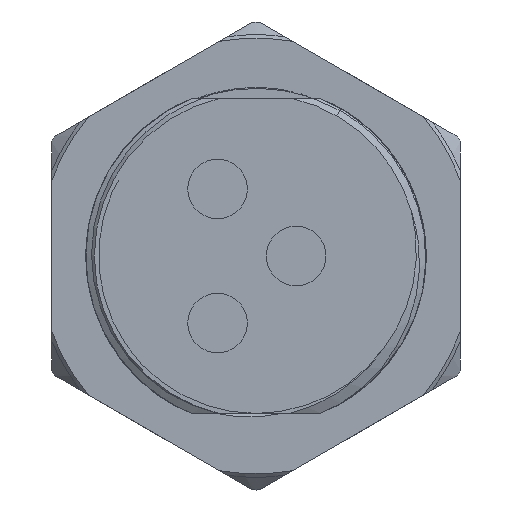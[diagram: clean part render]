
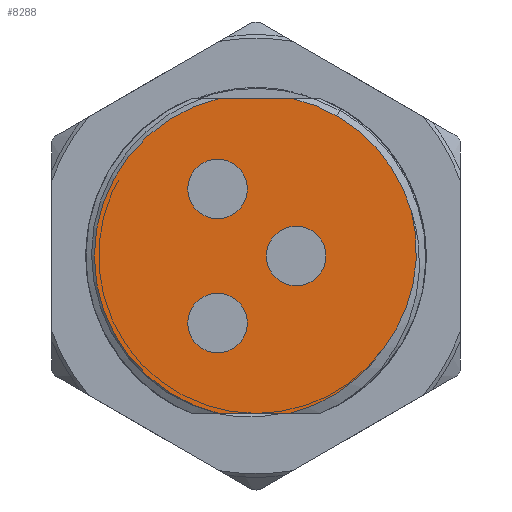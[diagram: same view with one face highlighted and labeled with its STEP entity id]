
A CAD part, left-side view. The second image highlights one B-rep face of the part: STEP entity #8288.
In plain terms, the highlighted planar face has unit normal (-1, 0, 0).
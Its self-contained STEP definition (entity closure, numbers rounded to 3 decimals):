
#2782=CARTESIAN_POINT('',(-26.499,-7.483,
-5.437));
#2783=CARTESIAN_POINT('',(-26.499,-7.821,
-5.001));
#2784=CARTESIAN_POINT('',(-26.5,-8.411,
-4.076));
#2785=CARTESIAN_POINT('',(-26.5,-9.056,
-2.52));
#2786=CARTESIAN_POINT('',(-26.5,-9.418,
-0.828));
#2787=CARTESIAN_POINT('',(-26.5,-9.453,
0.99));
#2788=CARTESIAN_POINT('',(-26.5,-9.268,
2.079));
#2789=CARTESIAN_POINT('',(-26.5,-9.134,
2.612));
#2800=CARTESIAN_POINT('',(-26.5,0.,0.));
#2801=DIRECTION('',(1.,0.,0.));
#2802=DIRECTION('',(0.,0.228,-0.974));
#2803=AXIS2_PLACEMENT_3D('',#2800,#2801,#2802);
#2805=CARTESIAN_POINT('',(-26.5,0.,0.));
#2806=DIRECTION('',(1.,0.,0.));
#2807=DIRECTION('',(0.,-0.228,0.974));
#2808=AXIS2_PLACEMENT_3D('',#2805,#2806,#2807);
#2810=CARTESIAN_POINT('',(-26.5,-2.36,0.));
#2811=DIRECTION('',(-1.,0.,0.));
#2812=DIRECTION('',(0.,1.,0.));
#2813=AXIS2_PLACEMENT_3D('',#2810,#2811,#2812);
#2815=CARTESIAN_POINT('',(-26.5,-2.36,0.));
#2816=DIRECTION('',(-1.,0.,0.));
#2817=DIRECTION('',(0.,-1.,0.));
#2818=AXIS2_PLACEMENT_3D('',#2815,#2816,#2817);
#2820=CARTESIAN_POINT('',(-26.5,2.26,3.94));
#2821=DIRECTION('',(-1.,0.,0.));
#2822=DIRECTION('',(0.,1.,0.));
#2823=AXIS2_PLACEMENT_3D('',#2820,#2821,#2822);
#2825=CARTESIAN_POINT('',(-26.5,2.26,3.94));
#2826=DIRECTION('',(-1.,0.,0.));
#2827=DIRECTION('',(0.,-1.,0.));
#2828=AXIS2_PLACEMENT_3D('',#2825,#2826,#2827);
#2830=CARTESIAN_POINT('',(-26.5,2.26,-3.94));
#2831=DIRECTION('',(-1.,0.,0.));
#2832=DIRECTION('',(0.,1.,0.));
#2833=AXIS2_PLACEMENT_3D('',#2830,#2831,#2832);
#2835=CARTESIAN_POINT('',(-26.5,2.26,-3.94));
#2836=DIRECTION('',(-1.,0.,0.));
#2837=DIRECTION('',(0.,-1.,0.));
#2838=AXIS2_PLACEMENT_3D('',#2835,#2836,#2837);
#2840=CARTESIAN_POINT('',(-26.5,-1.947,
-9.25));
#2841=CARTESIAN_POINT('',(-26.5,-2.523,
-9.112));
#2842=CARTESIAN_POINT('',(-26.5,-3.619,
-8.732));
#2843=CARTESIAN_POINT('',(-26.5,-5.103,
-7.899));
#2844=CARTESIAN_POINT('',(-26.5,-6.441,
-6.781));
#2845=CARTESIAN_POINT('',(-26.499,-7.16,
-5.909));
#2846=CARTESIAN_POINT('',(-26.499,-7.483,
-5.437));
#2862=DIRECTION('',(0.,-1.,0.));
#2863=VECTOR('',#2862,4.112);
#2864=CARTESIAN_POINT('',(-26.5,2.165,-9.25));
#2865=LINE('',#2864,#2863);
#3094=DIRECTION('',(0.,1.,0.));
#3095=VECTOR('',#3094,4.33);
#3096=CARTESIAN_POINT('',(-26.5,-2.165,9.25));
#3097=LINE('',#3096,#3095);
#3871=VERTEX_POINT('',#2782);
#3872=VERTEX_POINT('',#2789);
#3873=VERTEX_POINT('',#2840);
#3874=CARTESIAN_POINT('',(-26.5,2.165,-9.25));
#3875=VERTEX_POINT('',#3874);
#3876=CARTESIAN_POINT('',(-26.5,2.165,9.25));
#3877=VERTEX_POINT('',#3876);
#3878=CARTESIAN_POINT('',(-26.5,-2.165,9.25));
#3879=VERTEX_POINT('',#3878);
#4267=CARTESIAN_POINT('',(-26.5,-0.61,0.));
#4268=CARTESIAN_POINT('',(-26.5,-4.11,0.));
#4269=VERTEX_POINT('',#4267);
#4270=VERTEX_POINT('',#4268);
#4271=CARTESIAN_POINT('',(-26.5,4.01,3.94));
#4272=CARTESIAN_POINT('',(-26.5,0.51,3.94));
#4273=VERTEX_POINT('',#4271);
#4274=VERTEX_POINT('',#4272);
#4275=CARTESIAN_POINT('',(-26.5,4.01,-3.94));
#4276=CARTESIAN_POINT('',(-26.5,0.51,-3.94));
#4277=VERTEX_POINT('',#4275);
#4278=VERTEX_POINT('',#4276);
#8252=CARTESIAN_POINT('',(-26.5,0.035,0.));
#8253=DIRECTION('',(1.,0.,0.));
#8254=DIRECTION('',(0.,0.,1.));
#8255=AXIS2_PLACEMENT_3D('',#8252,#8253,#8254);
#8256=PLANE('',#8255);
#8257=ORIENTED_EDGE('',*,*,#8240,.F.);
#8259=ORIENTED_EDGE('',*,*,#8258,.F.);
#8261=ORIENTED_EDGE('',*,*,#8260,.F.);
#8263=ORIENTED_EDGE('',*,*,#8262,.T.);
#8265=ORIENTED_EDGE('',*,*,#8264,.F.);
#8267=ORIENTED_EDGE('',*,*,#8266,.T.);
#8268=EDGE_LOOP('',(#8257,#8259,#8261,#8263,#8265,#8267));
#8269=FACE_OUTER_BOUND('',#8268,.F.);
#8271=ORIENTED_EDGE('',*,*,#8270,.T.);
#8273=ORIENTED_EDGE('',*,*,#8272,.T.);
#8274=EDGE_LOOP('',(#8271,#8273));
#8275=FACE_BOUND('',#8274,.F.);
#8277=ORIENTED_EDGE('',*,*,#8276,.T.);
#8279=ORIENTED_EDGE('',*,*,#8278,.T.);
#8280=EDGE_LOOP('',(#8277,#8279));
#8281=FACE_BOUND('',#8280,.F.);
#8283=ORIENTED_EDGE('',*,*,#8282,.T.);
#8285=ORIENTED_EDGE('',*,*,#8284,.T.);
#8286=EDGE_LOOP('',(#8283,#8285));
#8287=FACE_BOUND('',#8286,.F.);
#8288=ADVANCED_FACE('',(#8269,#8275,#8281,#8287),#8256,.F.);
#2790=B_SPLINE_CURVE_WITH_KNOTS('',3,(#2782,#2783,#2784,#2785,#2786,#2787,#2788,
#2789),.UNSPECIFIED.,.F.,.F.,(4,1,1,1,1,4),(0.,0.2,0.4,0.6,0.8,1.),
.UNSPECIFIED.);
#2804=CIRCLE('',#2803,9.5);
#2809=CIRCLE('',#2808,9.5);
#2814=CIRCLE('',#2813,1.75);
#2819=CIRCLE('',#2818,1.75);
#2824=CIRCLE('',#2823,1.75);
#2829=CIRCLE('',#2828,1.75);
#2834=CIRCLE('',#2833,1.75);
#2839=CIRCLE('',#2838,1.75);
#2847=B_SPLINE_CURVE_WITH_KNOTS('',3,(#2840,#2841,#2842,#2843,#2844,#2845,
#2846),.UNSPECIFIED.,.F.,.F.,(4,1,1,1,4),(0.,0.25,0.5,0.75,1.),
.UNSPECIFIED.);
#8240=EDGE_CURVE('',#3871,#3872,#2790,.T.);
#8258=EDGE_CURVE('',#3873,#3871,#2847,.T.);
#8260=EDGE_CURVE('',#3875,#3873,#2865,.T.);
#8262=EDGE_CURVE('',#3875,#3877,#2804,.T.);
#8264=EDGE_CURVE('',#3879,#3877,#3097,.T.);
#8266=EDGE_CURVE('',#3879,#3872,#2809,.T.);
#8270=EDGE_CURVE('',#4269,#4270,#2814,.T.);
#8272=EDGE_CURVE('',#4270,#4269,#2819,.T.);
#8276=EDGE_CURVE('',#4273,#4274,#2824,.T.);
#8278=EDGE_CURVE('',#4274,#4273,#2829,.T.);
#8282=EDGE_CURVE('',#4277,#4278,#2834,.T.);
#8284=EDGE_CURVE('',#4278,#4277,#2839,.T.);
